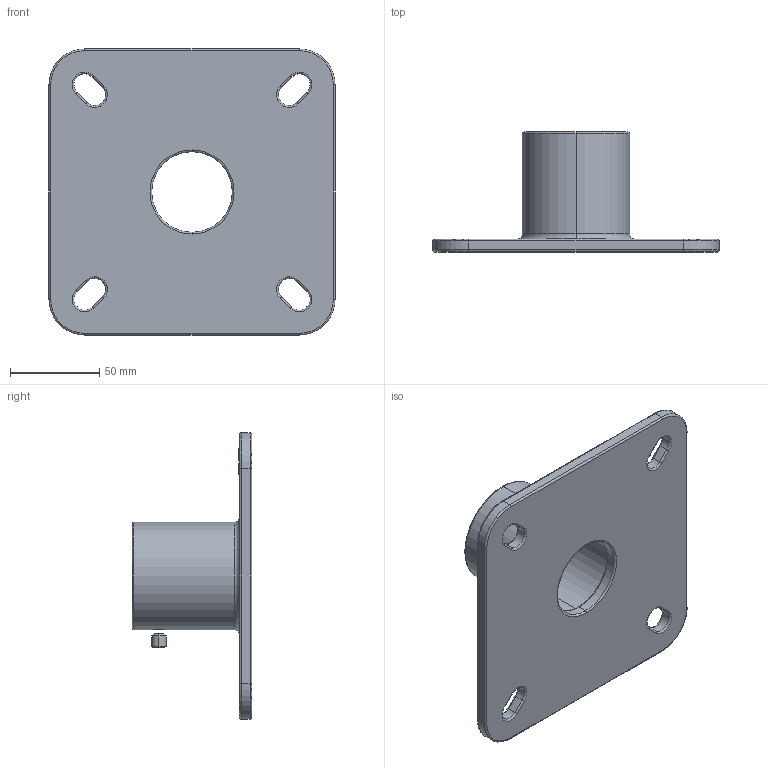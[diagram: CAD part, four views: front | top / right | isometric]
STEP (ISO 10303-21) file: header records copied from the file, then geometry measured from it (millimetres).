
FILE_DESCRIPTION (( 'STEP AP214' ), '1' );
FILE_NAME ('Z-15-1B.STEP', '2015-12-20T13:12:11', ( 'user' ), ( 'Hewlett-Packard Company' ), 'SwSTEP 2.0', 'SolidWorks 2014', '' );
FILE_SCHEMA (( 'AUTOMOTIVE_DESIGN' ));
Length unit declared in the file: millimetre
Products named in the file (3): M8×8 六角穴付止めねじ_JIS B 1177 Cup point M8 x 8 --N; Part_Z-15-1B; Z-15-1B
Assembly tree (2 placements, depth 2):
  Z-15-1B
    Part_Z-15-1B
    M8×8 六角穴付止めねじ_JIS B 1177 Cup point M8 x 8 --N
Bounding box: 160 x 67 x 160 mm (x, y, z)
Volume: 211754.7 mm3; surface area: 72355.6 mm2
Topology: 2 solids, 2 shells, 303 faces, 766 edges, 485 vertices
Faces by surface type: plane 137, bspline 62, cylinder 54, torus 44, cone 6
Entity records: 11054 total; most frequent: CARTESIAN_POINT 3939, ORIENTED_EDGE 1528, DIRECTION 1296, EDGE_CURVE 764, VERTEX_POINT 485, VECTOR 460, LINE 460, AXIS2_PLACEMENT_3D 418
